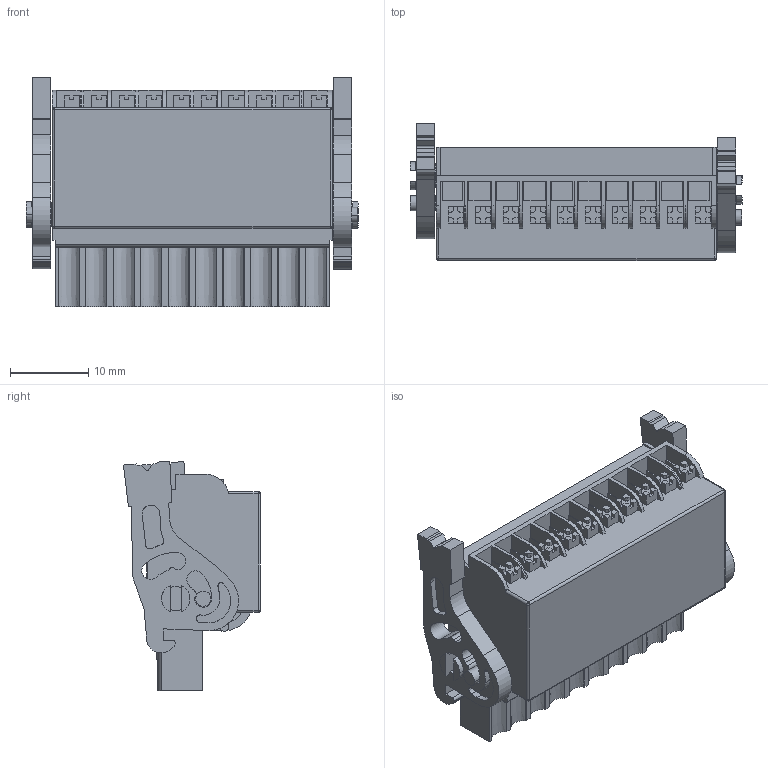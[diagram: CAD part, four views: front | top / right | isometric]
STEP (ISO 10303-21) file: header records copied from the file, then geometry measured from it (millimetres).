
FILE_DESCRIPTION(('CATIA V5 STEP Exchange','CAx-IF Rec.Pracs.--- Model Styling and Organization---1.4--- 2014-01-23'),'2;1');
FILE_NAME ('015752-1_0_1531190000_1531190000.stp','2021-03-09T13:18:08+00:00',('none'),('Weidmueller'),'CATIA Version 5-6 Release 2016 SP3 HF44','CATIA V5 STEP AP214','none');
FILE_SCHEMA(('AUTOMOTIVE_DESIGN { 1 0 10303 214 1 1 1 1 }'));
Length unit declared in the file: millimetre
Products named in the file (1): 1531190000
Bounding box: 42.3 x 17.45 x 29.28 mm (x, y, z)
Volume: 10817.6 mm3; surface area: 5812.3 mm2
Topology: 15 solids, 15 shells, 851 faces, 2445 edges, 1636 vertices
Faces by surface type: plane 531, cylinder 238, extrusion 74, sphere 8
Entity records: 28326 total; most frequent: CARTESIAN_POINT 6524, ORIENTED_EDGE 4874, DIRECTION 3433, EDGE_CURVE 2437, VECTOR 1833, LINE 1759, VERTEX_POINT 1636, AXIS2_PLACEMENT_3D 1044
